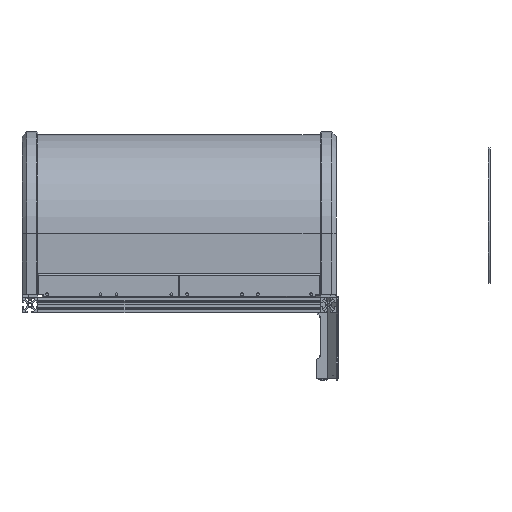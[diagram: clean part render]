
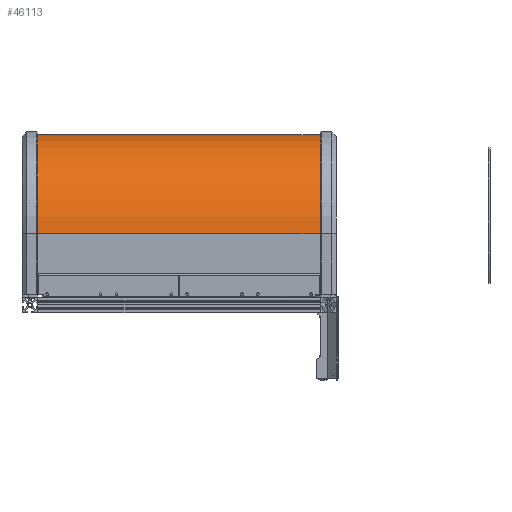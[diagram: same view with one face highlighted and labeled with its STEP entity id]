
A CAD part, front view. The second image highlights one B-rep face of the part: STEP entity #46113.
In plain terms, the highlighted cylindrical face has radius 126 mm (diameter 251.999 mm), a partial arc.
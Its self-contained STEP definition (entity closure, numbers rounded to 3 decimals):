
#4614=FACE_OUTER_BOUND('',#7550,.T.);
#7550=EDGE_LOOP('',(#39979,#39980,#39981,#39982));
#12084=LINE('',#74300,#16962);
#12085=LINE('',#74303,#16963);
#16962=VECTOR('',#60608,10.);
#16963=VECTOR('',#60611,10.);
#19145=CIRCLE('',#49797,126.);
#19146=CIRCLE('',#49798,126.);
#22777=VERTEX_POINT('',#74296);
#22778=VERTEX_POINT('',#74297);
#22779=VERTEX_POINT('',#74299);
#22780=VERTEX_POINT('',#74301);
#28694=EDGE_CURVE('',#22777,#22778,#19145,.T.);
#28695=EDGE_CURVE('',#22779,#22777,#12084,.T.);
#28696=EDGE_CURVE('',#22779,#22780,#19146,.T.);
#28697=EDGE_CURVE('',#22780,#22778,#12085,.T.);
#39979=ORIENTED_EDGE('',*,*,#28694,.F.);
#39980=ORIENTED_EDGE('',*,*,#28695,.F.);
#39981=ORIENTED_EDGE('',*,*,#28696,.T.);
#39982=ORIENTED_EDGE('',*,*,#28697,.T.);
#43931=CYLINDRICAL_SURFACE('',#49796,126.);
#46113=ADVANCED_FACE('',(#4614),#43931,.T.);
#49796=AXIS2_PLACEMENT_3D('',#74295,#60604,#60605);
#49797=AXIS2_PLACEMENT_3D('',#74298,#60606,#60607);
#49798=AXIS2_PLACEMENT_3D('',#74302,#60609,#60610);
#60604=DIRECTION('center_axis',(-1.,0.,0.));
#60605=DIRECTION('ref_axis',(0.,-1.,0.));
#60606=DIRECTION('center_axis',(-1.,0.,0.));
#60607=DIRECTION('ref_axis',(0.,-1.,0.));
#60608=DIRECTION('',(-1.,0.,0.));
#60609=DIRECTION('center_axis',(-1.,0.,0.));
#60610=DIRECTION('ref_axis',(0.,-1.,0.));
#60611=DIRECTION('',(-1.,0.,0.));
#74295=CARTESIAN_POINT('Origin',(342.3,120.,170.371));
#74296=CARTESIAN_POINT('',(-42.,-6.,170.371));
#74297=CARTESIAN_POINT('',(-42.,246.,170.371));
#74298=CARTESIAN_POINT('Origin',(-42.,120.,170.371));
#74299=CARTESIAN_POINT('',(342.,-6.,170.371));
#74300=CARTESIAN_POINT('',(342.3,-6.,170.371));
#74301=CARTESIAN_POINT('',(342.,246.,170.371));
#74302=CARTESIAN_POINT('Origin',(342.,120.,170.371));
#74303=CARTESIAN_POINT('',(342.3,246.,170.371));
